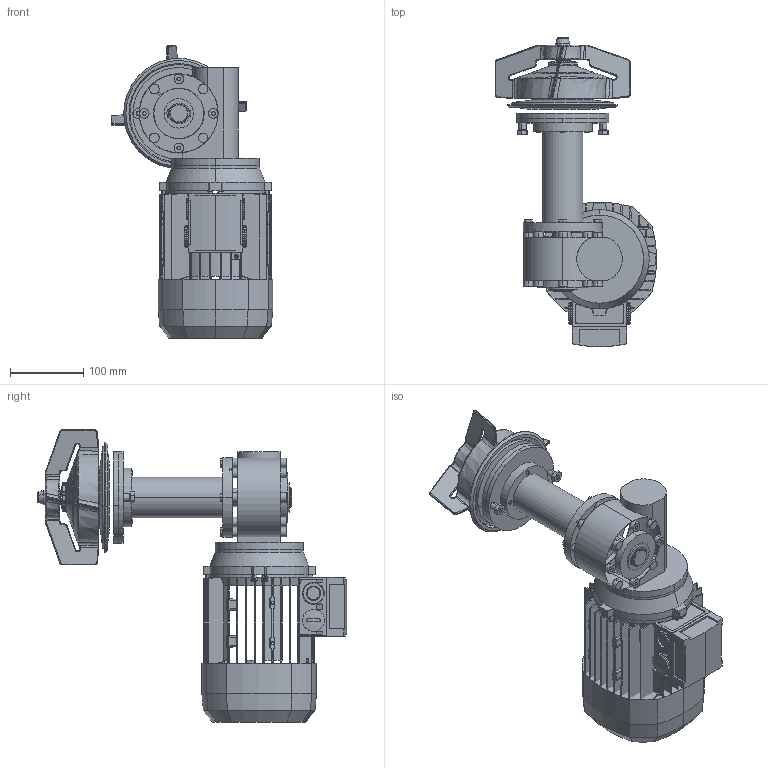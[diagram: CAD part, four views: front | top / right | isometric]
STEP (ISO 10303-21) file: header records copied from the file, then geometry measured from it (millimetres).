
FILE_DESCRIPTION (( 'STEP AP203' ), '1' );
FILE_NAME ('Complete mixer GMP2000 E2, standard (IEC).STEP', '2007-05-28T15:22:34', ( ' ' ), ( ' ' ), 'SwSTEP 2.0', 'SolidWorks 2005235', '' );
FILE_SCHEMA (( 'CONFIG_CONTROL_DESIGN' ));
Length unit declared in the file: millimetre
Products named in the file (1): Complete mixer GMP2000 E2, standard (IEC)
Bounding box: 220 x 420.96 x 398 mm (x, y, z)
Surface area: 528517.5 mm2 (no closed solid volume)
Topology: 0 solids, 40 shells, 1159 faces, 3854 edges, 2636 vertices
Faces by surface type: cylinder 404, plane 403, cone 160, bspline 124, torus 68
Entity records: 54779 total; most frequent: CARTESIAN_POINT 23753, ORIENTED_EDGE 6357, DIRECTION 5950, EDGE_CURVE 3847, VERTEX_POINT 2636, AXIS2_PLACEMENT_3D 2196, VECTOR 1558, LINE 1558
